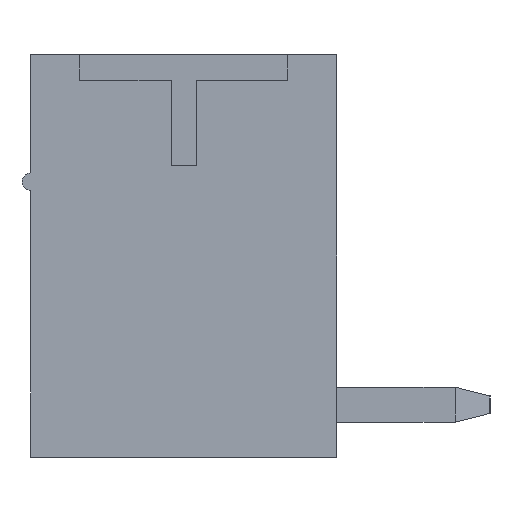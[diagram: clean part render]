
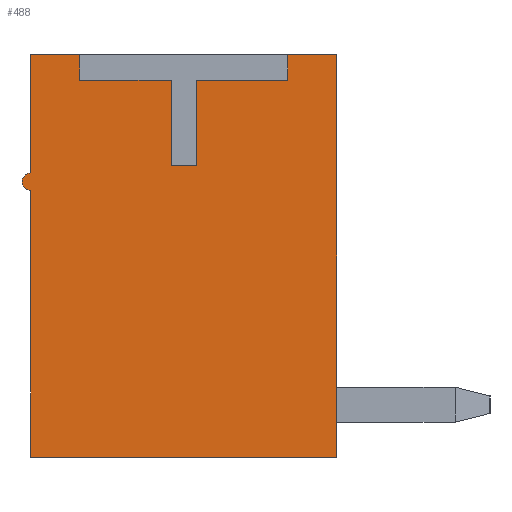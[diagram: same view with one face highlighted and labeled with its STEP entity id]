
A CAD part, left-side view. The second image highlights one B-rep face of the part: STEP entity #488.
In plain terms, the highlighted planar face has unit normal (-1, 0, 0).
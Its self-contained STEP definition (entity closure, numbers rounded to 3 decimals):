
#488 = ADVANCED_FACE( '', ( #1225 ), #1226, .F. );
#1225 = FACE_OUTER_BOUND( '', #2258, .T. );
#1226 = PLANE( '', #2259 );
#2258 = EDGE_LOOP( '', ( #3509, #3510, #3511, #3512, #3513, #3514, #3515, #3516, #3517, #3518, #3519, #3520, #3521, #3522 ) );
#2259 = AXIS2_PLACEMENT_3D( '', #3523, #3524, #3525 );
#3509 = ORIENTED_EDGE( '', *, *, #6445, .F. );
#3510 = ORIENTED_EDGE( '', *, *, #6510, .T. );
#3511 = ORIENTED_EDGE( '', *, *, #6571, .T. );
#3512 = ORIENTED_EDGE( '', *, *, #6572, .T. );
#3513 = ORIENTED_EDGE( '', *, *, #6549, .T. );
#3514 = ORIENTED_EDGE( '', *, *, #6573, .T. );
#3515 = ORIENTED_EDGE( '', *, *, #6574, .T. );
#3516 = ORIENTED_EDGE( '', *, *, #6575, .T. );
#3517 = ORIENTED_EDGE( '', *, *, #6441, .F. );
#3518 = ORIENTED_EDGE( '', *, *, #6576, .T. );
#3519 = ORIENTED_EDGE( '', *, *, #6577, .T. );
#3520 = ORIENTED_EDGE( '', *, *, #6578, .T. );
#3521 = ORIENTED_EDGE( '', *, *, #6579, .F. );
#3522 = ORIENTED_EDGE( '', *, *, #6580, .F. );
#3523 = CARTESIAN_POINT( '', ( -12.8, 0., 0. ) );
#3524 = DIRECTION( '', ( 1., 0., 0. ) );
#3525 = DIRECTION( '', ( 0., 0., -1. ) );
#6441 = EDGE_CURVE( '', #7767, #7769, #7770, .T. );
#6445 = EDGE_CURVE( '', #7775, #7777, #7778, .T. );
#6510 = EDGE_CURVE( '', #7775, #7901, #7902, .T. );
#6549 = EDGE_CURVE( '', #7968, #7969, #7970, .T. );
#6571 = EDGE_CURVE( '', #7901, #8010, #8011, .T. );
#6572 = EDGE_CURVE( '', #8010, #7968, #8012, .T. );
#6573 = EDGE_CURVE( '', #7969, #8013, #8014, .T. );
#6574 = EDGE_CURVE( '', #8013, #8015, #8016, .T. );
#6575 = EDGE_CURVE( '', #8015, #7769, #8017, .T. );
#6576 = EDGE_CURVE( '', #7767, #8018, #8019, .T. );
#6577 = EDGE_CURVE( '', #8018, #8020, #8021, .F. );
#6578 = EDGE_CURVE( '', #8020, #8022, #8023, .T. );
#6579 = EDGE_CURVE( '', #8024, #8022, #8025, .T. );
#6580 = EDGE_CURVE( '', #7777, #8024, #8026, .T. );
#7767 = VERTEX_POINT( '', #9695 );
#7769 = VERTEX_POINT( '', #9698 );
#7770 = LINE( '', #9699, #9700 );
#7775 = VERTEX_POINT( '', #9707 );
#7777 = VERTEX_POINT( '', #9710 );
#7778 = LINE( '', #9711, #9712 );
#7901 = VERTEX_POINT( '', #9893 );
#7902 = LINE( '', #9894, #9895 );
#7968 = VERTEX_POINT( '', #9992 );
#7969 = VERTEX_POINT( '', #9993 );
#7970 = LINE( '', #9994, #9995 );
#8010 = VERTEX_POINT( '', #10054 );
#8011 = LINE( '', #10055, #10056 );
#8012 = LINE( '', #10057, #10058 );
#8013 = VERTEX_POINT( '', #10059 );
#8014 = LINE( '', #10060, #10061 );
#8015 = VERTEX_POINT( '', #10062 );
#8016 = LINE( '', #10063, #10064 );
#8017 = LINE( '', #10065, #10066 );
#8018 = VERTEX_POINT( '', #10067 );
#8019 = LINE( '', #10068, #10069 );
#8020 = VERTEX_POINT( '', #10070 );
#8021 = CIRCLE( '', #10071, 0.2 );
#8022 = VERTEX_POINT( '', #10072 );
#8023 = LINE( '', #10073, #10074 );
#8024 = VERTEX_POINT( '', #10075 );
#8025 = LINE( '', #10076, #10077 );
#8026 = LINE( '', #10078, #10079 );
#9695 = CARTESIAN_POINT( '', ( -12.8, 3.4, 4.6 ) );
#9698 = CARTESIAN_POINT( '', ( -12.8, 2.28, 4.6 ) );
#9699 = CARTESIAN_POINT( '', ( -12.8, 3.6, 4.6 ) );
#9700 = VECTOR( '', #12224, 1000. );
#9707 = CARTESIAN_POINT( '', ( -12.8, -2.48, 4.6 ) );
#9710 = CARTESIAN_POINT( '', ( -12.8, -3.6, 4.6 ) );
#9711 = CARTESIAN_POINT( '', ( -12.8, 3.6, 4.6 ) );
#9712 = VECTOR( '', #12228, 1000. );
#9893 = CARTESIAN_POINT( '', ( -12.8, -2.48, 4.02 ) );
#9894 = CARTESIAN_POINT( '', ( -12.8, -2.48, 4.6 ) );
#9895 = VECTOR( '', #12299, 1000. );
#9992 = CARTESIAN_POINT( '', ( -12.8, -0.39, 2.06 ) );
#9993 = CARTESIAN_POINT( '', ( -12.8, 0.19, 2.06 ) );
#9994 = CARTESIAN_POINT( '', ( -12.8, -0.39, 2.06 ) );
#9995 = VECTOR( '', #12331, 1000. );
#10054 = CARTESIAN_POINT( '', ( -12.8, -0.39, 4.02 ) );
#10055 = CARTESIAN_POINT( '', ( -12.8, -2.48, 4.02 ) );
#10056 = VECTOR( '', #12351, 1000. );
#10057 = CARTESIAN_POINT( '', ( -12.8, -0.39, 4.02 ) );
#10058 = VECTOR( '', #12352, 1000. );
#10059 = CARTESIAN_POINT( '', ( -12.8, 0.19, 4.02 ) );
#10060 = CARTESIAN_POINT( '', ( -12.8, 0.19, 2.06 ) );
#10061 = VECTOR( '', #12353, 1000. );
#10062 = CARTESIAN_POINT( '', ( -12.8, 2.28, 4.02 ) );
#10063 = CARTESIAN_POINT( '', ( -12.8, 0.19, 4.02 ) );
#10064 = VECTOR( '', #12354, 1000. );
#10065 = CARTESIAN_POINT( '', ( -12.8, 2.28, 4.02 ) );
#10066 = VECTOR( '', #12355, 1000. );
#10067 = CARTESIAN_POINT( '', ( -12.8, 3.4, 1.9 ) );
#10068 = CARTESIAN_POINT( '', ( -12.8, 3.4, 0. ) );
#10069 = VECTOR( '', #12356, 1000. );
#10070 = CARTESIAN_POINT( '', ( -12.8, 3.4, 1.5 ) );
#10071 = AXIS2_PLACEMENT_3D( '', #12357, #12358, #12359 );
#10072 = CARTESIAN_POINT( '', ( -12.8, 3.4, -4.6 ) );
#10073 = CARTESIAN_POINT( '', ( -12.8, 3.4, 0. ) );
#10074 = VECTOR( '', #12360, 1000. );
#10075 = CARTESIAN_POINT( '', ( -12.8, -3.6, -4.6 ) );
#10076 = CARTESIAN_POINT( '', ( -12.8, -3.6, -4.6 ) );
#10077 = VECTOR( '', #12361, 1000. );
#10078 = CARTESIAN_POINT( '', ( -12.8, -3.6, 4.6 ) );
#10079 = VECTOR( '', #12362, 1000. );
#12224 = DIRECTION( '', ( 0., -1., 0. ) );
#12228 = DIRECTION( '', ( 0., -1., 0. ) );
#12299 = DIRECTION( '', ( 0., 0., -1. ) );
#12331 = DIRECTION( '', ( 0., 1., 0. ) );
#12351 = DIRECTION( '', ( 0., 1., 0. ) );
#12352 = DIRECTION( '', ( 0., 0., -1. ) );
#12353 = DIRECTION( '', ( 0., 0., 1. ) );
#12354 = DIRECTION( '', ( 0., 1., 0. ) );
#12355 = DIRECTION( '', ( 0., 0., 1. ) );
#12356 = DIRECTION( '', ( 0., 0., -1. ) );
#12357 = CARTESIAN_POINT( '', ( -12.8, 3.4, 1.7 ) );
#12358 = DIRECTION( '', ( 1., 0., 0. ) );
#12359 = DIRECTION( '', ( 0., 0., -1. ) );
#12360 = DIRECTION( '', ( 0., 0., -1. ) );
#12361 = DIRECTION( '', ( 0., 1., 0. ) );
#12362 = DIRECTION( '', ( 0., 0., -1. ) );
